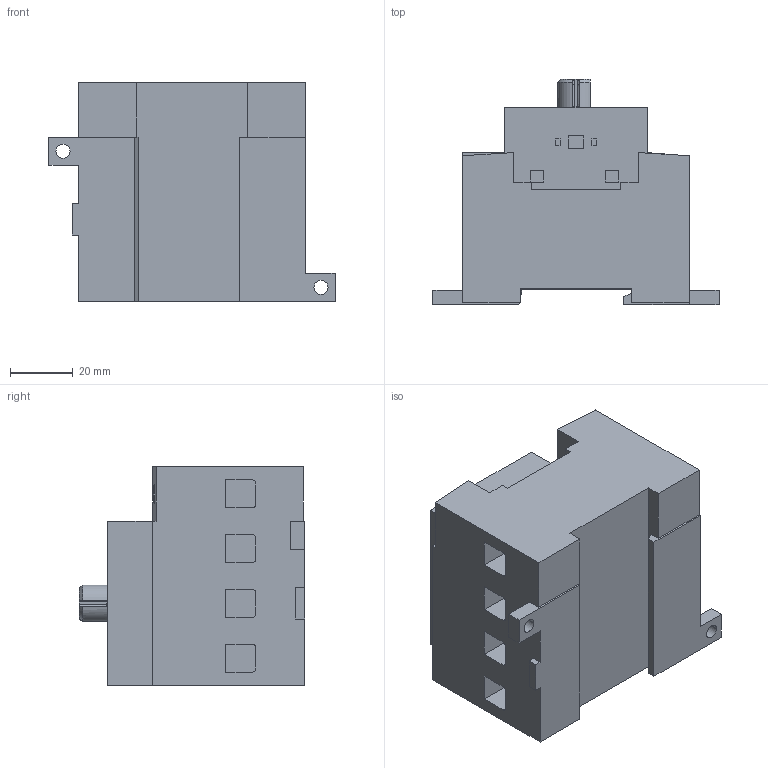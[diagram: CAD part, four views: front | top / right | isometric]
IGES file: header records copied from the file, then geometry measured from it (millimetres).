
Start section:  PTC IGES file: ot63-80f4n2.igs
Global section: file name: ot63-80f4n2.igs; native system: Creo Parametric by PTC Inc.; preprocessor: 2019164; author: FISAPAA1; organization: Unknown; date: 20200130.144935; units: millimetre
Bounding box: 91.5 x 72 x 70 mm (x, y, z)
Surface area: 35538.7 mm2 (no closed solid volume)
Topology: 0 solids, 0 shells, 274 faces, 1364 edges, 1364 vertices
Faces by surface type: bspline 205, revolution 69
